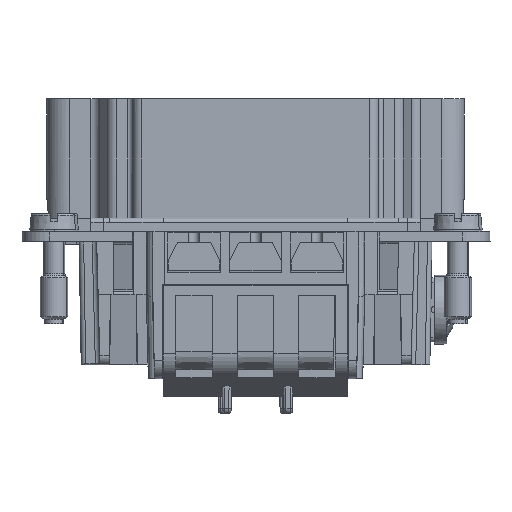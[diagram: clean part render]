
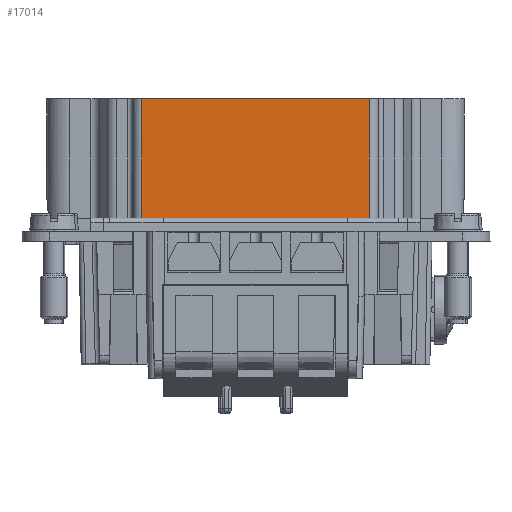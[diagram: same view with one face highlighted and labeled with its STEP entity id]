
A CAD part, left-side view. The second image highlights one B-rep face of the part: STEP entity #17014.
In plain terms, the highlighted planar face has unit normal (-1, 0, 0).
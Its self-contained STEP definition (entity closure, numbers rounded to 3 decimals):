
#16997=AXIS2_PLACEMENT_3D('Plane Axis2P3D',#16994,#16995,#16996) ;
#11182=CARTESIAN_POINT('Vertex',(4.5,13.152,21.25)) ;
#11185=CARTESIAN_POINT('Line Origine',(4.5,25.552,21.25)) ;
#11189=CARTESIAN_POINT('Vertex',(4.5,37.952,21.25)) ;
#16590=CARTESIAN_POINT('Vertex',(4.5,37.952,34.25)) ;
#16593=CARTESIAN_POINT('Line Origine',(4.5,37.95,34.25)) ;
#16597=CARTESIAN_POINT('Vertex',(4.5,37.948,34.25)) ;
#16600=CARTESIAN_POINT('Line Origine',(4.5,37.662,34.25)) ;
#16604=CARTESIAN_POINT('Vertex',(4.5,37.375,34.25)) ;
#16607=CARTESIAN_POINT('Line Origine',(4.5,25.552,34.25)) ;
#16611=CARTESIAN_POINT('Vertex',(4.5,13.729,34.25)) ;
#16614=CARTESIAN_POINT('Line Origine',(4.5,13.442,34.25)) ;
#16618=CARTESIAN_POINT('Vertex',(4.5,13.155,34.25)) ;
#16621=CARTESIAN_POINT('Line Origine',(4.5,13.153,34.25)) ;
#16625=CARTESIAN_POINT('Vertex',(4.5,13.152,34.25)) ;
#16982=CARTESIAN_POINT('Line Origine',(4.5,13.152,24.25)) ;
#16994=CARTESIAN_POINT('Axis2P3D Location',(4.5,37.948,21.25)) ;
#16999=CARTESIAN_POINT('Line Origine',(4.5,37.952,27.75)) ;
#11186=DIRECTION('Vector Direction',(0.,1.,0.)) ;
#16594=DIRECTION('Vector Direction',(0.,1.,0.)) ;
#16601=DIRECTION('Vector Direction',(0.,-1.,0.)) ;
#16608=DIRECTION('Vector Direction',(0.,-1.,0.)) ;
#16615=DIRECTION('Vector Direction',(0.,-1.,0.)) ;
#16622=DIRECTION('Vector Direction',(0.,1.,0.)) ;
#16983=DIRECTION('Vector Direction',(0.,0.,1.)) ;
#16995=DIRECTION('Axis2P3D Direction',(1.,0.,0.)) ;
#16996=DIRECTION('Axis2P3D XDirection',(0.,1.,0.)) ;
#17000=DIRECTION('Vector Direction',(0.,0.,-1.)) ;
#11187=VECTOR('Line Direction',#11186,1.) ;
#16595=VECTOR('Line Direction',#16594,1.) ;
#16602=VECTOR('Line Direction',#16601,1.) ;
#16609=VECTOR('Line Direction',#16608,1.) ;
#16616=VECTOR('Line Direction',#16615,1.) ;
#16623=VECTOR('Line Direction',#16622,1.) ;
#16984=VECTOR('Line Direction',#16983,1.) ;
#17001=VECTOR('Line Direction',#17000,1.) ;
#17005=ORIENTED_EDGE('',*,*,#11191,.F.) ;
#17006=ORIENTED_EDGE('',*,*,#16986,.F.) ;
#17007=ORIENTED_EDGE('',*,*,#16627,.T.) ;
#17008=ORIENTED_EDGE('',*,*,#16620,.T.) ;
#17009=ORIENTED_EDGE('',*,*,#16613,.F.) ;
#17010=ORIENTED_EDGE('',*,*,#16606,.T.) ;
#17011=ORIENTED_EDGE('',*,*,#16599,.T.) ;
#17012=ORIENTED_EDGE('',*,*,#17003,.T.) ;
#17014=ADVANCED_FACE('Hauptk\X2\00F6\X0\rper.1.1',(#17013),#16998,.F.) ;
#11191=EDGE_CURVE('',#11183,#11190,#11188,.T.) ;
#16599=EDGE_CURVE('',#16598,#16591,#16596,.T.) ;
#16606=EDGE_CURVE('',#16605,#16598,#16603,.F.) ;
#16613=EDGE_CURVE('',#16605,#16612,#16610,.T.) ;
#16620=EDGE_CURVE('',#16619,#16612,#16617,.F.) ;
#16627=EDGE_CURVE('',#16626,#16619,#16624,.T.) ;
#16986=EDGE_CURVE('',#16626,#11183,#16985,.F.) ;
#17003=EDGE_CURVE('',#16591,#11190,#17002,.T.) ;
#17004=EDGE_LOOP('',(#17005,#17006,#17007,#17008,#17009,#17010,#17011,#17012)) ;
#17013=FACE_OUTER_BOUND('',#17004,.T.) ;
#11188=LINE('Line',#11185,#11187) ;
#16596=LINE('Line',#16593,#16595) ;
#16603=LINE('Line',#16600,#16602) ;
#16610=LINE('Line',#16607,#16609) ;
#16617=LINE('Line',#16614,#16616) ;
#16624=LINE('Line',#16621,#16623) ;
#16985=LINE('Line',#16982,#16984) ;
#17002=LINE('Line',#16999,#17001) ;
#16998=PLANE('',#16997) ;
#11183=VERTEX_POINT('',#11182) ;
#11190=VERTEX_POINT('',#11189) ;
#16591=VERTEX_POINT('',#16590) ;
#16598=VERTEX_POINT('',#16597) ;
#16605=VERTEX_POINT('',#16604) ;
#16612=VERTEX_POINT('',#16611) ;
#16619=VERTEX_POINT('',#16618) ;
#16626=VERTEX_POINT('',#16625) ;
